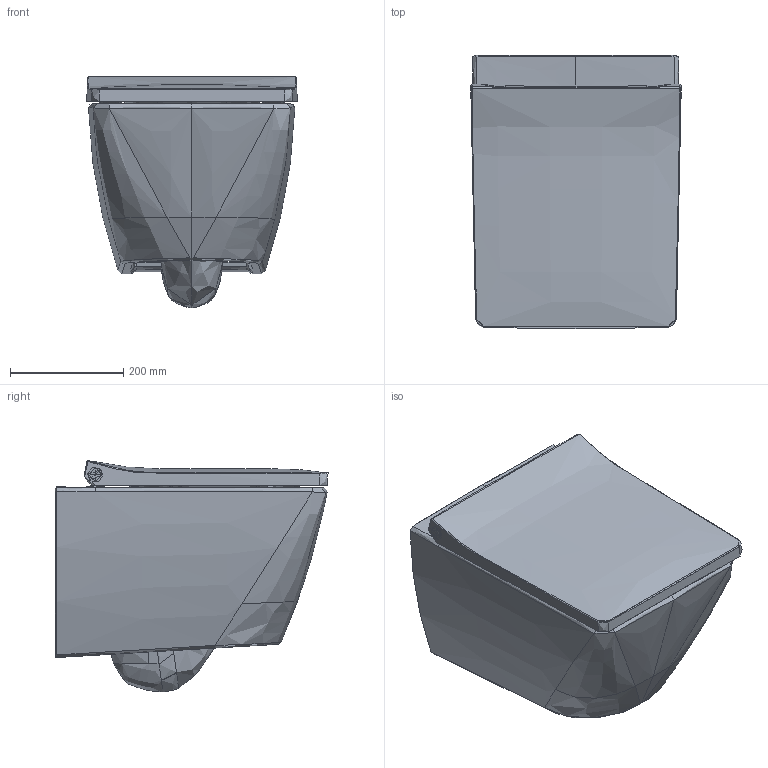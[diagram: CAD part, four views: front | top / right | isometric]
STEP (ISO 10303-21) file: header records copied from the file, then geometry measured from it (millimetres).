
FILE_DESCRIPTION(/* description */ (''),/* implementation_level */ '2;1');
FILE_NAME(/* name */ '257309',/* time_stamp */ '2019-02-19T10:21:45+01:00',/* author */ (''),/* organization */ (''),/* preprocessor_version */ 'ST-DEVELOPER v15',/* originating_system */ '',/* authorisation */ '');
FILE_SCHEMA (('AUTOMOTIVE_DESIGN'));
Products named in the file (1): Document
Bounding box: 371.16 x 482.62 x 409.62 mm (x, y, z)
Volume: 928523.5 mm3; surface area: 1792127.9 mm2
Topology: 19 solids, 23 shells, 3568 faces, 8945 edges, 5398 vertices
Faces by surface type: bspline 3568
Entity records: 533107 total; most frequent: CARTESIAN_POINT 421458, B_SPLINE_CURVE_WITH_KNOTS 22761, ORIENTED_EDGE 17684, PCURVE 17684, DEFINITIONAL_REPRESENTATION 17684, SURFACE_CURVE 8858, EDGE_CURVE 8858, VERTEX_POINT 5398
